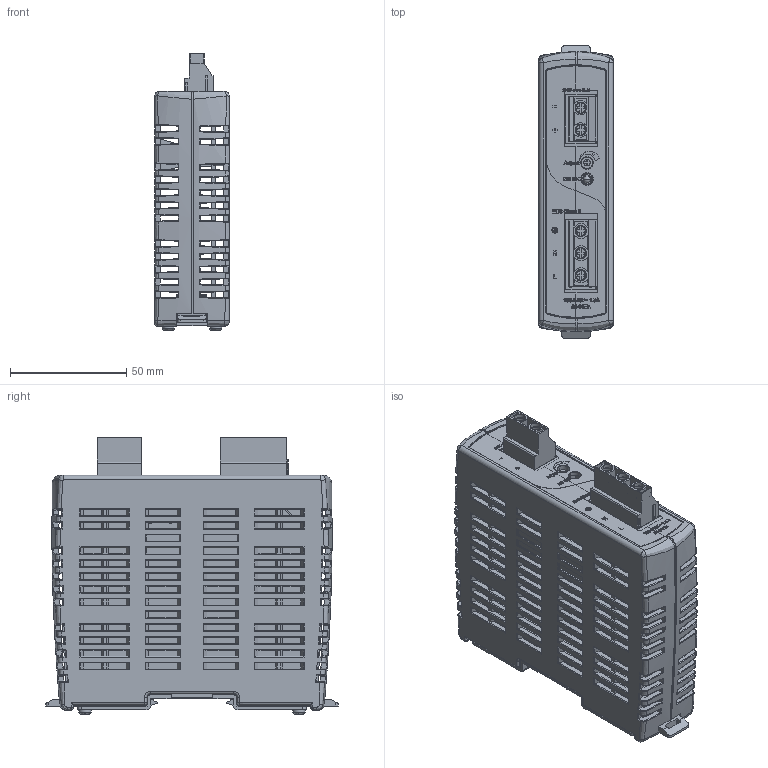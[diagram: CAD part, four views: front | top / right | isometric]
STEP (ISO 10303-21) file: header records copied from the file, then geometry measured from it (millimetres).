
FILE_DESCRIPTION (( 'STEP AP214' ), '1' );
FILE_NAME ('PSB24-060S-P.STEP', '2015-03-17T14:12:55', ( '' ), ( '' ), 'SwSTEP 2.0', 'SolidWorks 2014', '' );
FILE_SCHEMA (( 'AUTOMOTIVE_DESIGN' ));
Length unit declared in the file: millimetre
Products named in the file (23): EE_VR350; ASSY_LED350_ASM; EE_LED350; 3122016400; 3110250000; ASSY_DCT-1444_ASM; 3076698046; 3076698246; 2968144401_DCT-1444; 2958053401_PWB; 3268332100; 331406480000; 326833860101; 331406470000; 3109015000; 3109011900; PSB24-060S-P; ASSY_LACH_ASM; 3462014800; 347110530000; 346008350101; 3244081900; ASSY_PWB_EOE11010417_ASM
Assembly tree (27 placements, depth 4):
  PSB24-060S-P
    331406470000
    331406480000
    ASSY_PWB_EOE11010417_ASM
      2958053401_PWB
      ASSY_DCT-1444_ASM
        2968144401_DCT-1444
        3076698246
        3076698046
      3110250000
      ASSY_LED350_ASM
        3122016400
        EE_LED350
      EE_VR350
    3244081900
    ASSY_LACH_ASM
      346008350101
      347110530000  x2
      3462014800  x2
    3109011900
    3109015000  x4
    326833860101
    3268332100
Bounding box: 32 x 125.8 x 119.03 mm (x, y, z)
Volume: 103000.1 mm3; surface area: 135847.4 mm2
Topology: 26 solids, 26 shells, 4272 faces, 11655 edges, 7425 vertices
Faces by surface type: plane 2280, cylinder 1055, bspline 840, torus 42, cone 40, sphere 15
Entity records: 166296 total; most frequent: CARTESIAN_POINT 70357, ORIENTED_EDGE 22152, DIRECTION 15609, EDGE_CURVE 11076, VERTEX_POINT 7110, VECTOR 6737, LINE 6737, EDGE_LOOP 4440
